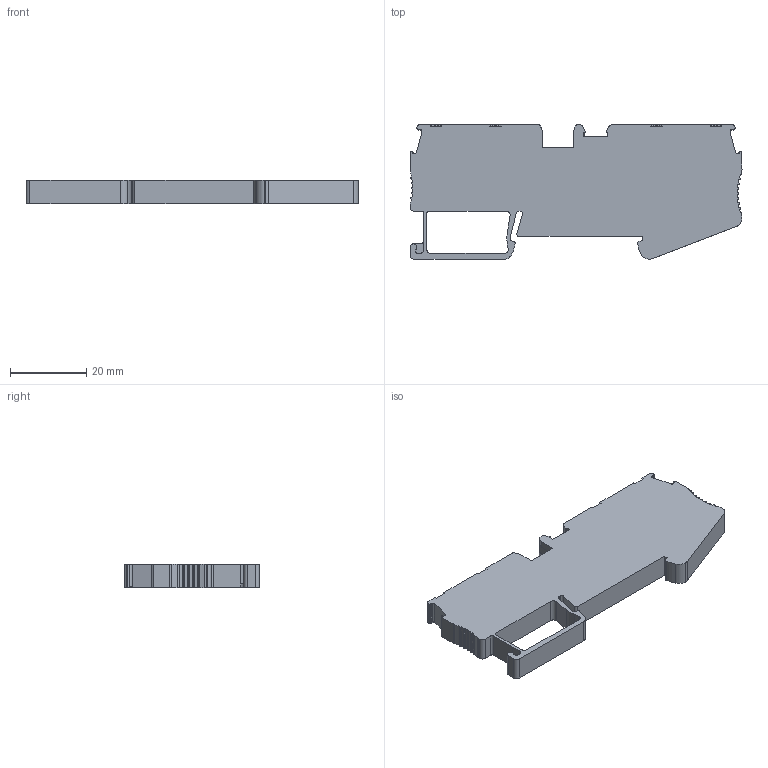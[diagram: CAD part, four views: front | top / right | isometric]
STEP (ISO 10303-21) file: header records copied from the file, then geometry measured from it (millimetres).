
FILE_DESCRIPTION( ('This file contains a STEP AP42 implementation' ,'as created by ZW3D STEP Interface translator.') ,'2;1' );
FILE_NAME( 'RNS4-QUOTTRO.stp' ,'24 725. 83727', (''), ('ZWCAD Software Co.'), 'Version 1.0', 'ZW3D to STEP translator', '' );
FILE_SCHEMA(('AUTOMOTIVE_DESIGN { 1 0 10303 214 1 1 1 1 }'));
Length unit declared in the file: millimetre
Products named in the file (2): 0; RNS4-QUOTTRO
Bounding box: 87.1 x 35.25 x 6.15 mm (x, y, z)
Volume: 14962.7 mm3; surface area: 10842.1 mm2
Topology: 9 solids, 9 shells, 4354 faces, 12623 edges, 8348 vertices
Faces by surface type: plane 4056, cylinder 201, bspline 78, cone 11, torus 8
Full cylindrical faces by diameter (mm): 4 x1
Entity records: 154277 total; most frequent: CARTESIAN_POINT 49024, ORIENTED_EDGE 25242, DIRECTION 14574, EDGE_CURVE 12621, VERTEX_POINT 8349, B_SPLINE_CURVE_WITH_KNOTS 6982, VECTOR 5200, LINE 5200
